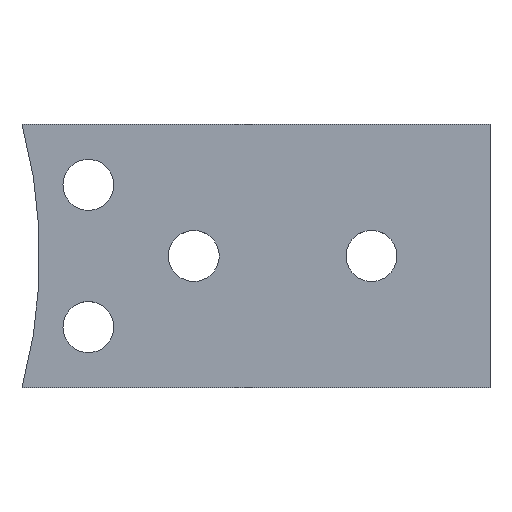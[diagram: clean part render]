
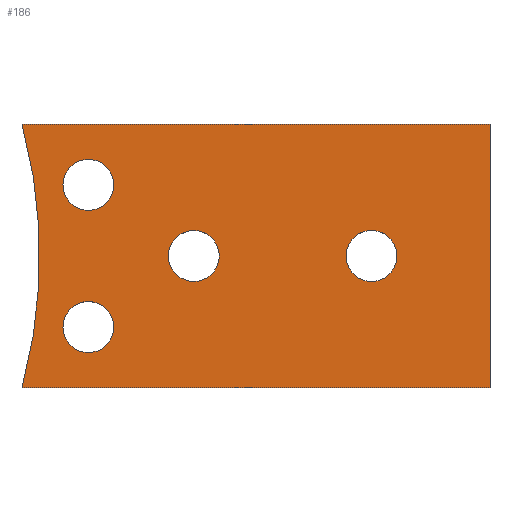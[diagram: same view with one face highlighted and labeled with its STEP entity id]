
A CAD part, top view. The second image highlights one B-rep face of the part: STEP entity #186.
In plain terms, the highlighted planar face has unit normal (0, 0, 1).
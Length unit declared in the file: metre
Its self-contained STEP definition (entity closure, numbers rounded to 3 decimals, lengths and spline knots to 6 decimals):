
#25=LINE('',#303,#35);
#27=LINE('',#307,#37);
#29=LINE('',#311,#39);
#35=VECTOR('',#252,1.);
#37=VECTOR('',#256,1.);
#39=VECTOR('',#260,1.);
#44=PLANE('',#216);
#71=ORIENTED_EDGE('',*,*,#85,.T.);
#72=ORIENTED_EDGE('',*,*,#102,.T.);
#73=ORIENTED_EDGE('',*,*,#103,.T.);
#74=ORIENTED_EDGE('',*,*,#104,.T.);
#75=ORIENTED_EDGE('',*,*,#97,.T.);
#76=ORIENTED_EDGE('',*,*,#95,.T.);
#77=ORIENTED_EDGE('',*,*,#101,.T.);
#78=ORIENTED_EDGE('',*,*,#99,.T.);
#85=EDGE_CURVE('',#105,#105,#121,.T.);
#95=EDGE_CURVE('',#115,#114,#127,.T.);
#97=EDGE_CURVE('',#116,#115,#25,.T.);
#99=EDGE_CURVE('',#117,#116,#27,.T.);
#101=EDGE_CURVE('',#114,#117,#29,.T.);
#102=EDGE_CURVE('',#118,#118,#128,.T.);
#103=EDGE_CURVE('',#119,#119,#129,.T.);
#104=EDGE_CURVE('',#120,#120,#130,.T.);
#105=VERTEX_POINT('',#278);
#114=VERTEX_POINT('',#298);
#115=VERTEX_POINT('',#300);
#116=VERTEX_POINT('',#304);
#117=VERTEX_POINT('',#308);
#118=VERTEX_POINT('',#314);
#119=VERTEX_POINT('',#316);
#120=VERTEX_POINT('',#318);
#121=CIRCLE('',#204,0.00215);
#127=CIRCLE('',#212,0.042);
#128=CIRCLE('',#217,0.00215);
#129=CIRCLE('',#218,0.00215);
#130=CIRCLE('',#219,0.00215);
#142=EDGE_LOOP('',(#71));
#143=EDGE_LOOP('',(#72));
#144=EDGE_LOOP('',(#73));
#145=EDGE_LOOP('',(#74));
#146=EDGE_LOOP('',(#75,#76,#77,#78));
#164=FACE_BOUND('',#142,.T.);
#165=FACE_BOUND('',#143,.T.);
#166=FACE_BOUND('',#144,.T.);
#167=FACE_BOUND('',#145,.T.);
#168=FACE_BOUND('',#146,.T.);
#186=ADVANCED_FACE('',(#164,#165,#166,#167,#168),#44,.T.);
#204=AXIS2_PLACEMENT_3D('',#277,#227,#228);
#212=AXIS2_PLACEMENT_3D('',#299,#247,#248);
#216=AXIS2_PLACEMENT_3D('',#312,#261,#262);
#217=AXIS2_PLACEMENT_3D('',#313,#263,#264);
#218=AXIS2_PLACEMENT_3D('',#315,#265,#266);
#219=AXIS2_PLACEMENT_3D('',#317,#267,#268);
#227=DIRECTION('',(0.,0.,-1.));
#228=DIRECTION('',(1.,0.,0.));
#247=DIRECTION('',(0.,0.,-1.));
#248=DIRECTION('',(1.,0.,0.));
#252=DIRECTION('',(-1.,0.,0.));
#256=DIRECTION('',(0.,1.,0.));
#260=DIRECTION('',(1.,0.,0.));
#261=DIRECTION('',(0.,0.,1.));
#262=DIRECTION('',(0.,-1.,0.));
#263=DIRECTION('',(0.,0.,-1.));
#264=DIRECTION('',(1.,0.,0.));
#265=DIRECTION('',(0.,0.,-1.));
#266=DIRECTION('',(1.,0.,0.));
#267=DIRECTION('',(0.,0.,-1.));
#268=DIRECTION('',(1.,0.,0.));
#277=CARTESIAN_POINT('',(0.055,0.,0.003));
#278=CARTESIAN_POINT('',(0.05715,0.,0.003));
#298=CARTESIAN_POINT('',(0.040507,-0.0111,0.003));
#299=CARTESIAN_POINT('',(0.,0.,0.003));
#300=CARTESIAN_POINT('',(0.040507,0.0111,0.003));
#303=CARTESIAN_POINT('',(0.08,0.0111,0.003));
#304=CARTESIAN_POINT('',(0.08,0.0111,0.003));
#307=CARTESIAN_POINT('',(0.08,-0.0111,0.003));
#308=CARTESIAN_POINT('',(0.08,-0.0111,0.003));
#311=CARTESIAN_POINT('',(0.,-0.0111,0.003));
#312=CARTESIAN_POINT('',(0.060253,0.,0.003));
#313=CARTESIAN_POINT('',(0.07,0.,0.003));
#314=CARTESIAN_POINT('',(0.07215,0.,0.003));
#315=CARTESIAN_POINT('',(0.046111,-0.006,0.003));
#316=CARTESIAN_POINT('',(0.048261,-0.006,0.003));
#317=CARTESIAN_POINT('',(0.046111,0.006,0.003));
#318=CARTESIAN_POINT('',(0.048261,0.006,0.003));
